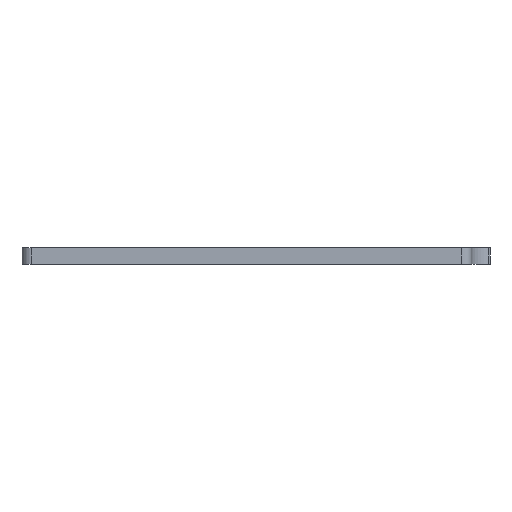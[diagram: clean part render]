
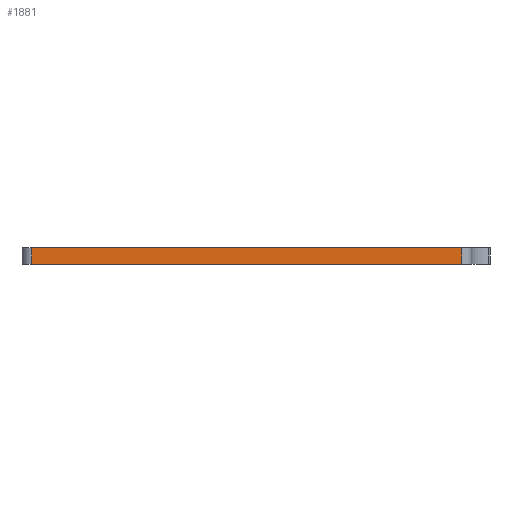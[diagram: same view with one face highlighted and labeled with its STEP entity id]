
A CAD part, front view. The second image highlights one B-rep face of the part: STEP entity #1881.
In plain terms, the highlighted planar face has unit normal (0, -1, 0).
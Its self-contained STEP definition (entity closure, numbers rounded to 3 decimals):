
#652=CARTESIAN_POINT('',(-158.5,-104.0,0.0));
#653=VERTEX_POINT('',#652);
#661=CARTESIAN_POINT('',(145.5,-104.0,0.0));
#662=VERTEX_POINT('',#661);
#663=CARTESIAN_POINT('',(145.5,-104.0,0.0));
#664=DIRECTION('',(-1.0,0.0,0.0));
#665=VECTOR('',#664,1.0);
#666=LINE('',#663,#665);
#667=EDGE_CURVE('',#662,#653,#666,.T.);
#1840=CARTESIAN_POINT('',(-158.5,-104.0,-12.0));
#1841=VERTEX_POINT('',#1840);
#1849=CARTESIAN_POINT('',(-158.5,-104.0,-12.0));
#1850=DIRECTION('',(0.0,0.0,1.0));
#1851=VECTOR('',#1850,1.0);
#1852=LINE('',#1849,#1851);
#1853=EDGE_CURVE('',#1841,#653,#1852,.T.);
#1858=CARTESIAN_POINT('',(145.5,-104.0,-12.0));
#1859=DIRECTION('',(0.0,1.0,0.0));
#1860=DIRECTION('',(0.0,0.0,1.0));
#1861=AXIS2_PLACEMENT_3D('',#1858,#1859,#1860);
#1862=PLANE('',#1861);
#1863=ORIENTED_EDGE('',*,*,#667,.T.);
#1864=ORIENTED_EDGE('',*,*,#1853,.F.);
#1865=CARTESIAN_POINT('',(145.5,-104.0,-12.0));
#1866=VERTEX_POINT('',#1865);
#1867=CARTESIAN_POINT('',(145.5,-104.0,-12.0));
#1868=DIRECTION('',(-1.0,0.0,0.0));
#1869=VECTOR('',#1868,1.0);
#1870=LINE('',#1867,#1869);
#1871=EDGE_CURVE('',#1866,#1841,#1870,.T.);
#1872=ORIENTED_EDGE('',*,*,#1871,.F.);
#1873=CARTESIAN_POINT('',(145.5,-104.0,-12.0));
#1874=DIRECTION('',(0.0,0.0,1.0));
#1875=VECTOR('',#1874,1.0);
#1876=LINE('',#1873,#1875);
#1877=EDGE_CURVE('',#1866,#662,#1876,.T.);
#1878=ORIENTED_EDGE('',*,*,#1877,.T.);
#1879=EDGE_LOOP('',(#1863,#1864,#1872,#1878));
#1880=FACE_OUTER_BOUND('',#1879,.T.);
#1881=ADVANCED_FACE('',(#1880),#1862,.F.);
